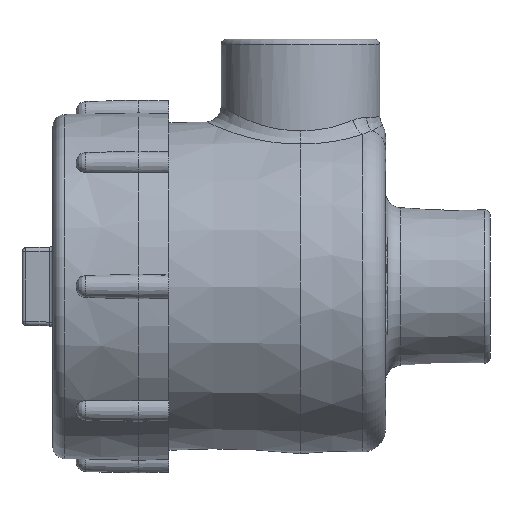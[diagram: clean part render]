
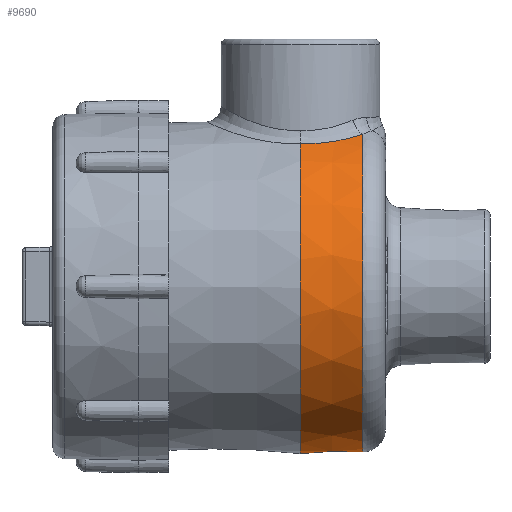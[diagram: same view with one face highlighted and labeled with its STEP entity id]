
A CAD part, left-side view. The second image highlights one B-rep face of the part: STEP entity #9690.
In plain terms, the highlighted conical face has half-angle 1.5 degrees and reference radius 34.291 mm.
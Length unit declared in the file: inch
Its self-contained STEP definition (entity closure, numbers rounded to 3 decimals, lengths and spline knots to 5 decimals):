
#435=B_SPLINE_CURVE_WITH_KNOTS('',3,(#18951,#18952,#18953,#18954,#18955,
#18956,#18957,#18958,#18959,#18960,#18961,#18962,#18963,#18964,#18965,#18966,
#18967,#18968,#18969,#18970,#18971,#18972),.UNSPECIFIED.,.F.,.F.,(4,3,3,
3,3,3,3,4),(0.,0.22501,0.45484,0.50065,0.72507,
0.92666,0.94948,1.),.UNSPECIFIED.);
#436=B_SPLINE_CURVE_WITH_KNOTS('',3,(#18975,#18976,#18977,#18978,#18979,
#18980,#18981,#18982,#18983,#18984,#18985,#18986,#18987,#18988,#18989,#18990,
#18991,#18992,#18993),.UNSPECIFIED.,.F.,.F.,(4,3,3,3,3,3,4),(0.,0.19685,
0.4083,0.49928,0.72606,0.94817,
1.),.UNSPECIFIED.);
#601=CONICAL_SURFACE('',#10478,1.35005,0.026);
#2557=FACE_OUTER_BOUND('',#3189,.T.);
#3189=EDGE_LOOP('',(#7551,#7552,#7553,#7554));
#3699=CIRCLE('',#10442,1.35005);
#3721=CIRCLE('',#10479,1.33683);
#4202=VERTEX_POINT('',#17368);
#4203=VERTEX_POINT('',#17409);
#4438=VERTEX_POINT('',#18950);
#4439=VERTEX_POINT('',#18973);
#5324=EDGE_CURVE('',#4202,#4203,#3699,.T.);
#5568=EDGE_CURVE('',#4202,#4438,#435,.T.);
#5569=EDGE_CURVE('',#4438,#4439,#3721,.T.);
#5570=EDGE_CURVE('',#4439,#4203,#436,.T.);
#7551=ORIENTED_EDGE('',*,*,#5324,.F.);
#7552=ORIENTED_EDGE('',*,*,#5568,.T.);
#7553=ORIENTED_EDGE('',*,*,#5569,.T.);
#7554=ORIENTED_EDGE('',*,*,#5570,.T.);
#9690=ADVANCED_FACE('',(#2557),#601,.T.);
#10442=AXIS2_PLACEMENT_3D('',#17410,#11798,#11799);
#10478=AXIS2_PLACEMENT_3D('',#18949,#12025,#12026);
#10479=AXIS2_PLACEMENT_3D('',#18974,#12027,#12028);
#11798=DIRECTION('center_axis',(0.,1.,0.));
#11799=DIRECTION('ref_axis',(0.,0.,1.));
#12025=DIRECTION('center_axis',(0.,1.,0.));
#12026=DIRECTION('ref_axis',(0.707,0.,-0.707));
#12027=DIRECTION('center_axis',(0.,1.,0.));
#12028=DIRECTION('ref_axis',(0.,0.,-1.));
#17368=CARTESIAN_POINT('',(0.70064,0.6875,1.15401));
#17409=CARTESIAN_POINT('',(-1.15401,0.6875,-0.70064));
#17410=CARTESIAN_POINT('Origin',(0.,0.6875,0.));
#18949=CARTESIAN_POINT('Origin',(0.,0.6875,0.));
#18950=CARTESIAN_POINT('',(0.52355,0.18259,1.23005));
#18951=CARTESIAN_POINT('Ctrl Pts',(0.70064,0.6875,
1.15401));
#18952=CARTESIAN_POINT('Ctrl Pts',(0.70044,0.64571,
1.15286));
#18953=CARTESIAN_POINT('Ctrl Pts',(0.69715,0.60447,
1.15367));
#18954=CARTESIAN_POINT('Ctrl Pts',(0.69086,0.5639,
1.15619));
#18955=CARTESIAN_POINT('Ctrl Pts',(0.68444,0.52247,1.15877));
#18956=CARTESIAN_POINT('Ctrl Pts',(0.6749,0.48172,
1.16314));
#18957=CARTESIAN_POINT('Ctrl Pts',(0.66227,0.44181,
1.16907));
#18958=CARTESIAN_POINT('Ctrl Pts',(0.65976,0.43385,
1.17025));
#18959=CARTESIAN_POINT('Ctrl Pts',(0.65712,0.42593,
1.17149));
#18960=CARTESIAN_POINT('Ctrl Pts',(0.65436,0.41804,
1.1728));
#18961=CARTESIAN_POINT('Ctrl Pts',(0.64083,0.37939,
1.17919));
#18962=CARTESIAN_POINT('Ctrl Pts',(0.62449,0.34205,1.18691));
#18963=CARTESIAN_POINT('Ctrl Pts',(0.60546,0.30629,
1.1955));
#18964=CARTESIAN_POINT('Ctrl Pts',(0.58836,0.27417,
1.20321));
#18965=CARTESIAN_POINT('Ctrl Pts',(0.56909,0.24332,
1.21163));
#18966=CARTESIAN_POINT('Ctrl Pts',(0.54772,0.21399,
1.22038));
#18967=CARTESIAN_POINT('Ctrl Pts',(0.5453,0.21067,1.22137));
#18968=CARTESIAN_POINT('Ctrl Pts',(0.54285,0.20737,
1.22236));
#18969=CARTESIAN_POINT('Ctrl Pts',(0.54038,0.20409,
1.22336));
#18970=CARTESIAN_POINT('Ctrl Pts',(0.5349,0.19682,1.22557));
#18971=CARTESIAN_POINT('Ctrl Pts',(0.52929,0.18966,
1.2278));
#18972=CARTESIAN_POINT('Ctrl Pts',(0.52355,0.18259,
1.23005));
#18973=CARTESIAN_POINT('',(-1.23005,0.18259,-0.52355));
#18974=CARTESIAN_POINT('Origin',(0.,0.18259,0.));
#18975=CARTESIAN_POINT('Ctrl Pts',(-1.23005,0.18259,
-0.52355));
#18976=CARTESIAN_POINT('Ctrl Pts',(-1.22131,0.21012,
-0.54593));
#18977=CARTESIAN_POINT('Ctrl Pts',(-1.21275,0.2392,
-0.56631));
#18978=CARTESIAN_POINT('Ctrl Pts',(-1.20474,0.26957,
-0.58465));
#18979=CARTESIAN_POINT('Ctrl Pts',(-1.19613,0.30219,
-0.60434));
#18980=CARTESIAN_POINT('Ctrl Pts',(-1.18815,0.33631,-0.62167));
#18981=CARTESIAN_POINT('Ctrl Pts',(-1.18118,0.37169,
-0.63655));
#18982=CARTESIAN_POINT('Ctrl Pts',(-1.17819,0.38691,
-0.64295));
#18983=CARTESIAN_POINT('Ctrl Pts',(-1.17538,0.40236,
-0.64889));
#18984=CARTESIAN_POINT('Ctrl Pts',(-1.17279,0.41803,
-0.65437));
#18985=CARTESIAN_POINT('Ctrl Pts',(-1.16633,0.45708,
-0.66804));
#18986=CARTESIAN_POINT('Ctrl Pts',(-1.16136,0.49696,
-0.67871));
#18987=CARTESIAN_POINT('Ctrl Pts',(-1.15807,0.53755,
-0.68635));
#18988=CARTESIAN_POINT('Ctrl Pts',(-1.15486,0.5773,
-0.69383));
#18989=CARTESIAN_POINT('Ctrl Pts',(-1.15327,0.61772,
-0.69841));
#18990=CARTESIAN_POINT('Ctrl Pts',(-1.15353,0.65871,
-0.70001));
#18991=CARTESIAN_POINT('Ctrl Pts',(-1.15359,0.66828,
-0.70038));
#18992=CARTESIAN_POINT('Ctrl Pts',(-1.15375,0.67787,
-0.7006));
#18993=CARTESIAN_POINT('Ctrl Pts',(-1.15401,0.6875,
-0.70064));
